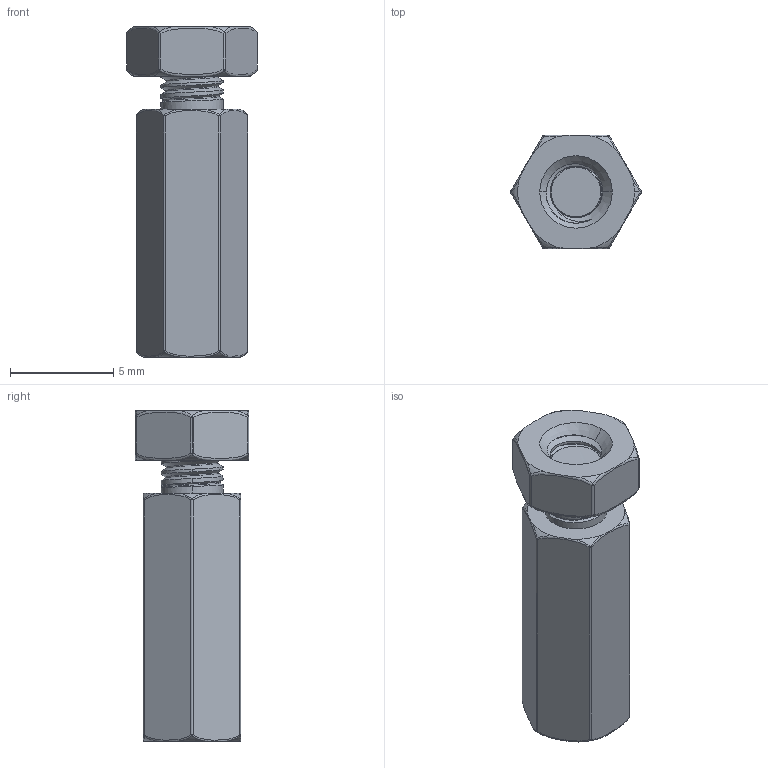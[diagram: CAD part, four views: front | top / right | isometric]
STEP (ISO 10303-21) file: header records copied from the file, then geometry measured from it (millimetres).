
FILE_DESCRIPTION (( 'STEP AP214' ), '1' );
FILE_NAME ('M3.STEP', '2023-10-14T11:00:34', ( '' ), ( '' ), 'SwSTEP 2.0', 'SolidWorks 2019', '' );
FILE_SCHEMA (( 'AUTOMOTIVE_DESIGN' ));
Length unit declared in the file: millimetre
Products named in the file (4): COMPOUND-5.step; TH_BD4.7-D3.0.step; U18.step; M3
Assembly tree (3 placements, depth 4):
  M3
    U18.step
      TH_BD4.7-D3.0.step
        COMPOUND-5.step
Bounding box: 6.3 x 5.5 x 16 mm (x, y, z)
Volume: 275.8 mm3; surface area: 437.2 mm2
Topology: 3 solids, 3 shells, 436 faces, 1147 edges, 744 vertices
Faces by surface type: plane 191, bspline 145, cylinder 42, torus 28, sphere 19, cone 11
Entity records: 24053 total; most frequent: CARTESIAN_POINT 13700, ORIENTED_EDGE 2294, DIRECTION 1414, EDGE_CURVE 1147, VERTEX_POINT 744, VECTOR 610, LINE 610, EDGE_LOOP 465
